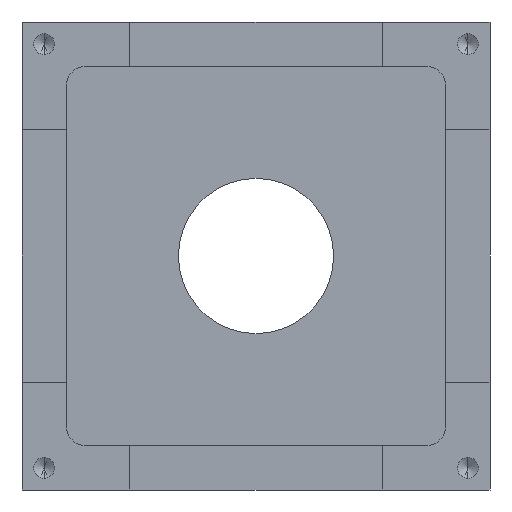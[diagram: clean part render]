
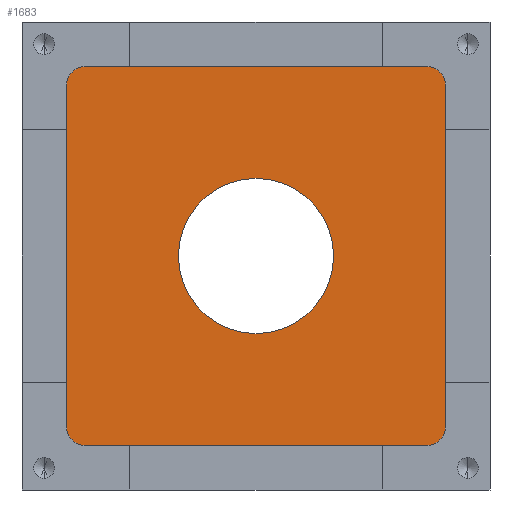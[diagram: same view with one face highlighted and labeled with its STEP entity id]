
A CAD part, front view. The second image highlights one B-rep face of the part: STEP entity #1683.
In plain terms, the highlighted planar face has unit normal (0, -1, 0).
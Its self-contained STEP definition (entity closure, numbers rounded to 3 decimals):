
#8 = PLANE ( 'NONE',  #1628 ) ;
#26 = EDGE_CURVE ( 'NONE', #1246, #379, #966, .T. ) ;
#28 = VERTEX_POINT ( 'NONE', #265 ) ;
#32 = DIRECTION ( 'NONE',  ( 0., 0., -1. ) ) ;
#51 = DIRECTION ( 'NONE',  ( 0., 0., -1. ) ) ;
#52 = AXIS2_PLACEMENT_3D ( 'NONE', #449, #1154, #1299 ) ;
#53 = CARTESIAN_POINT ( 'NONE',  ( 30., 12., -26.825 ) ) ;
#55 = ORIENTED_EDGE ( 'NONE', *, *, #867, .T. ) ;
#105 = ORIENTED_EDGE ( 'NONE', *, *, #771, .T. ) ;
#122 = CIRCLE ( 'NONE', #1508, 3.175 ) ;
#145 = DIRECTION ( 'NONE',  ( 0., -1., 0. ) ) ;
#151 = LINE ( 'NONE', #1051, #516 ) ;
#162 = CARTESIAN_POINT ( 'NONE',  ( -26.825, 12., -30. ) ) ;
#163 = EDGE_LOOP ( 'NONE', ( #1360, #435 ) ) ;
#176 = EDGE_CURVE ( 'NONE', #379, #1246, #1111, .T. ) ;
#192 = DIRECTION ( 'NONE',  ( 0., -1., 0. ) ) ;
#207 = AXIS2_PLACEMENT_3D ( 'NONE', #973, #1389, #51 ) ;
#219 = VERTEX_POINT ( 'NONE', #760 ) ;
#261 = CIRCLE ( 'NONE', #294, 3.175 ) ;
#265 = CARTESIAN_POINT ( 'NONE',  ( -26.825, 12., -30. ) ) ;
#269 = CARTESIAN_POINT ( 'NONE',  ( -26.825, 12., -26.825 ) ) ;
#283 = LINE ( 'NONE', #53, #465 ) ;
#294 = AXIS2_PLACEMENT_3D ( 'NONE', #696, #145, #1378 ) ;
#300 = LINE ( 'NONE', #843, #1623 ) ;
#379 = VERTEX_POINT ( 'NONE', #963 ) ;
#380 = EDGE_CURVE ( 'NONE', #1687, #28, #122, .T. ) ;
#398 = FACE_BOUND ( 'NONE', #163, .T. ) ;
#412 = DIRECTION ( 'NONE',  ( 0., 0., -1. ) ) ;
#435 = ORIENTED_EDGE ( 'NONE', *, *, #176, .T. ) ;
#449 = CARTESIAN_POINT ( 'NONE',  ( -26.825, 12., 26.825 ) ) ;
#451 = DIRECTION ( 'NONE',  ( 1., 0., 0. ) ) ;
#465 = VECTOR ( 'NONE', #1126, 1000. ) ;
#469 = VERTEX_POINT ( 'NONE', #736 ) ;
#516 = VECTOR ( 'NONE', #1486, 1000. ) ;
#517 = CIRCLE ( 'NONE', #207, 3.175 ) ;
#523 = CARTESIAN_POINT ( 'NONE',  ( 0., 12., 0. ) ) ;
#584 = CIRCLE ( 'NONE', #52, 3.175 ) ;
#611 = VERTEX_POINT ( 'NONE', #797 ) ;
#616 = CARTESIAN_POINT ( 'NONE',  ( 0., 12., 12.268 ) ) ;
#628 = ORIENTED_EDGE ( 'NONE', *, *, #1084, .T. ) ;
#675 = VERTEX_POINT ( 'NONE', #1720 ) ;
#694 = VECTOR ( 'NONE', #451, 1000. ) ;
#696 = CARTESIAN_POINT ( 'NONE',  ( 26.825, 12., 26.825 ) ) ;
#698 = CARTESIAN_POINT ( 'NONE',  ( 26.825, 12., 26.825 ) ) ;
#735 = VERTEX_POINT ( 'NONE', #1391 ) ;
#736 = CARTESIAN_POINT ( 'NONE',  ( 26.825, 12., -30. ) ) ;
#760 = CARTESIAN_POINT ( 'NONE',  ( -30., 12., 26.825 ) ) ;
#771 = EDGE_CURVE ( 'NONE', #735, #1488, #261, .T. ) ;
#797 = CARTESIAN_POINT ( 'NONE',  ( 30., 12., -26.825 ) ) ;
#820 = DIRECTION ( 'NONE',  ( 0., 0., -1. ) ) ;
#843 = CARTESIAN_POINT ( 'NONE',  ( -30., 12., 26.825 ) ) ;
#867 = EDGE_CURVE ( 'NONE', #1488, #675, #151, .T. ) ;
#935 = AXIS2_PLACEMENT_3D ( 'NONE', #523, #1622, #412 ) ;
#938 = CARTESIAN_POINT ( 'NONE',  ( -30., 12., -26.825 ) ) ;
#963 = CARTESIAN_POINT ( 'NONE',  ( 0., 12., -12.268 ) ) ;
#966 = CIRCLE ( 'NONE', #935, 12.268 ) ;
#973 = CARTESIAN_POINT ( 'NONE',  ( 26.825, 12., -26.825 ) ) ;
#1039 = ORIENTED_EDGE ( 'NONE', *, *, #1130, .T. ) ;
#1051 = CARTESIAN_POINT ( 'NONE',  ( 26.825, 12., 30. ) ) ;
#1065 = ORIENTED_EDGE ( 'NONE', *, *, #1705, .T. ) ;
#1084 = EDGE_CURVE ( 'NONE', #28, #469, #1375, .T. ) ;
#1111 = CIRCLE ( 'NONE', #1368, 12.268 ) ;
#1126 = DIRECTION ( 'NONE',  ( 0., 0., 1. ) ) ;
#1127 = ORIENTED_EDGE ( 'NONE', *, *, #1588, .T. ) ;
#1130 = EDGE_CURVE ( 'NONE', #469, #611, #517, .T. ) ;
#1139 = EDGE_CURVE ( 'NONE', #219, #1687, #300, .T. ) ;
#1154 = DIRECTION ( 'NONE',  ( 0., -1., 0. ) ) ;
#1179 = DIRECTION ( 'NONE',  ( 0., 0., -1. ) ) ;
#1246 = VERTEX_POINT ( 'NONE', #616 ) ;
#1299 = DIRECTION ( 'NONE',  ( 0., 0., -1. ) ) ;
#1360 = ORIENTED_EDGE ( 'NONE', *, *, #26, .T. ) ;
#1361 = CARTESIAN_POINT ( 'NONE',  ( 26.825, 12., 30. ) ) ;
#1368 = AXIS2_PLACEMENT_3D ( 'NONE', #1431, #1710, #1179 ) ;
#1371 = ORIENTED_EDGE ( 'NONE', *, *, #1139, .T. ) ;
#1375 = LINE ( 'NONE', #162, #694 ) ;
#1378 = DIRECTION ( 'NONE',  ( 0., 0., -1. ) ) ;
#1389 = DIRECTION ( 'NONE',  ( 0., -1., 0. ) ) ;
#1391 = CARTESIAN_POINT ( 'NONE',  ( 30., 12., 26.825 ) ) ;
#1394 = EDGE_LOOP ( 'NONE', ( #105, #55, #1127, #1371, #1538, #628, #1039, #1065 ) ) ;
#1419 = DIRECTION ( 'NONE',  ( 0., 0., -1. ) ) ;
#1431 = CARTESIAN_POINT ( 'NONE',  ( 0., 12., 0. ) ) ;
#1486 = DIRECTION ( 'NONE',  ( -1., 0., 0. ) ) ;
#1488 = VERTEX_POINT ( 'NONE', #1361 ) ;
#1503 = DIRECTION ( 'NONE',  ( 0., -1., 0. ) ) ;
#1508 = AXIS2_PLACEMENT_3D ( 'NONE', #269, #1503, #32 ) ;
#1538 = ORIENTED_EDGE ( 'NONE', *, *, #380, .T. ) ;
#1588 = EDGE_CURVE ( 'NONE', #675, #219, #584, .T. ) ;
#1622 = DIRECTION ( 'NONE',  ( 0., 1., 0. ) ) ;
#1623 = VECTOR ( 'NONE', #1419, 1000. ) ;
#1628 = AXIS2_PLACEMENT_3D ( 'NONE', #698, #192, #820 ) ;
#1667 = FACE_OUTER_BOUND ( 'NONE', #1394, .T. ) ;
#1683 = ADVANCED_FACE ( 'NONE', ( #398, #1667 ), #8, .T. ) ;
#1687 = VERTEX_POINT ( 'NONE', #938 ) ;
#1705 = EDGE_CURVE ( 'NONE', #611, #735, #283, .T. ) ;
#1710 = DIRECTION ( 'NONE',  ( 0., 1., 0. ) ) ;
#1720 = CARTESIAN_POINT ( 'NONE',  ( -26.825, 12., 30. ) ) ;
